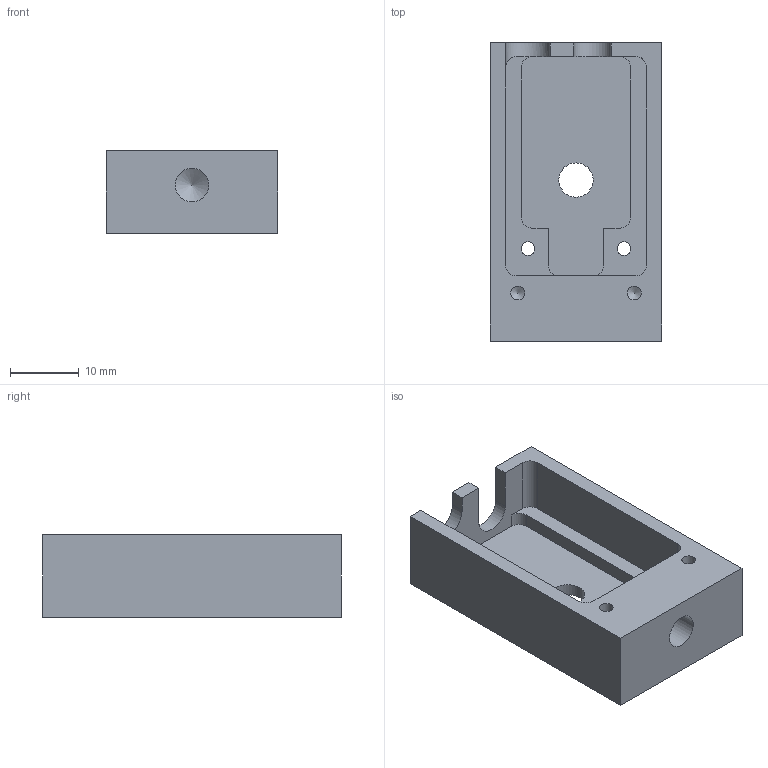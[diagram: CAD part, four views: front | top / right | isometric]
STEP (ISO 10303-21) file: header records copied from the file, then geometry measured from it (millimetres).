
FILE_DESCRIPTION(/* description */ (''),/* implementation_level */ '2;1');
FILE_NAME(/* name */ 'case.stp',/* time_stamp */ '2023-05-02T19:47:57+02:00',/* author */ ('Tilman Preuschoff'),/* organization */ (''),/* preprocessor_version */ 'ST-DEVELOPER v18.1',/* originating_system */ 'Autodesk Inventor 2021',/* authorisation */ '');
FILE_SCHEMA (('AUTOMOTIVE_DESIGN { 1 0 10303 214 3 1 1 }'));
Length unit declared in the file: millimetre
Products named in the file (1): case
Bounding box: 25 x 43.5 x 12 mm (x, y, z)
Volume: 6415.5 mm3; surface area: 4946.3 mm2
Topology: 1 solids, 1 shells, 44 faces, 123 edges, 81 vertices
Faces by surface type: plane 23, cylinder 18, cone 3
Full cylindrical faces by diameter (mm): 2.013 x4, 4.917 x1, 5 x1
Entity records: 1463 total; most frequent: CARTESIAN_POINT 255, DIRECTION 244, ORIENTED_EDGE 240, EDGE_CURVE 120, LINE 84, VECTOR 84, VERTEX_POINT 81, AXIS2_PLACEMENT_3D 80
